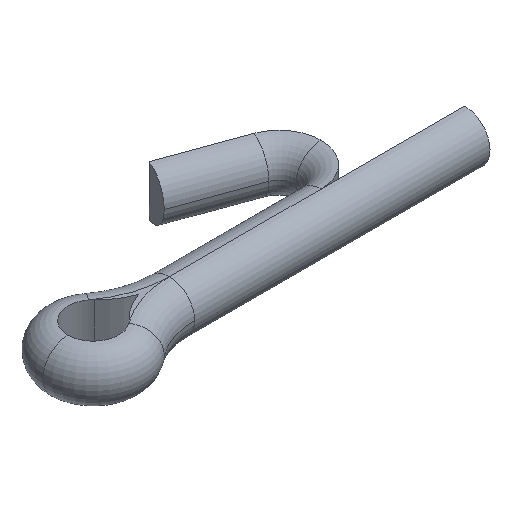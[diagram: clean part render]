
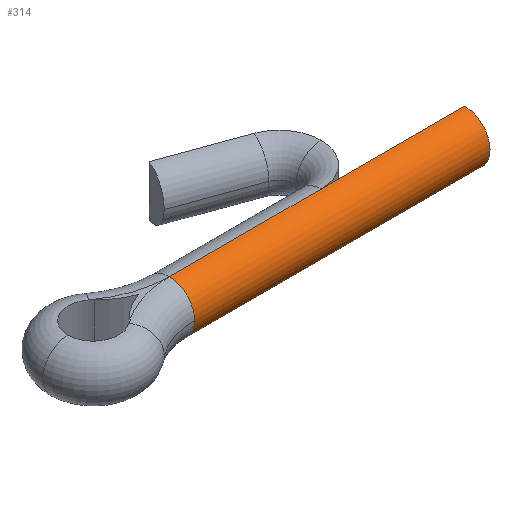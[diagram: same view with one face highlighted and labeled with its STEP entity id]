
A CAD part, isometric view. The second image highlights one B-rep face of the part: STEP entity #314.
In plain terms, the highlighted cylindrical face has radius 1.5 mm (diameter 3 mm), a partial arc.
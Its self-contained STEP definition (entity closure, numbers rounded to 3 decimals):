
#44 = CARTESIAN_POINT ( 'NONE',  ( 22.008, 0., -1.5 ) ) ;
#45 = EDGE_CURVE ( 'NONE', #602, #406, #621, .T. ) ;
#46 = CARTESIAN_POINT ( 'NONE',  ( 22.008, 0., 1.5 ) ) ;
#53 = EDGE_CURVE ( 'NONE', #652, #385, #677, .T. ) ;
#74 = ORIENTED_EDGE ( 'NONE', *, *, #470, .T. ) ;
#98 = CARTESIAN_POINT ( 'NONE',  ( 4.5, 0., 0. ) ) ;
#120 = CARTESIAN_POINT ( 'NONE',  ( 22.008, 0., 0. ) ) ;
#175 = DIRECTION ( 'NONE',  ( 1., 0., 0. ) ) ;
#192 = DIRECTION ( 'NONE',  ( 1., 0., 0. ) ) ;
#214 = DIRECTION ( 'NONE',  ( 0., 0., -1. ) ) ;
#218 = VERTEX_POINT ( 'NONE', #44 ) ;
#244 = DIRECTION ( 'NONE',  ( -1., 0., 0. ) ) ;
#253 = DIRECTION ( 'NONE',  ( -1., 0., 0. ) ) ;
#265 = ORIENTED_EDGE ( 'NONE', *, *, #45, .T. ) ;
#290 = CARTESIAN_POINT ( 'NONE',  ( 13.5, 0., -1.5 ) ) ;
#296 = VECTOR ( 'NONE', #244, 1000. ) ;
#309 = ORIENTED_EDGE ( 'NONE', *, *, #53, .F. ) ;
#310 = CARTESIAN_POINT ( 'NONE',  ( 13.5, 0., -1.5 ) ) ;
#314 = ADVANCED_FACE ( 'NONE', ( #620 ), #683, .T. ) ;
#318 = CIRCLE ( 'NONE', #450, 1.5 ) ;
#326 = ORIENTED_EDGE ( 'NONE', *, *, #573, .T. ) ;
#350 = CIRCLE ( 'NONE', #669, 1.5 ) ;
#354 = VERTEX_POINT ( 'NONE', #46 ) ;
#365 = DIRECTION ( 'NONE',  ( 1., 0., 0. ) ) ;
#366 = ORIENTED_EDGE ( 'NONE', *, *, #604, .T. ) ;
#385 = VERTEX_POINT ( 'NONE', #477 ) ;
#395 = LINE ( 'NONE', #290, #723 ) ;
#401 = DIRECTION ( 'NONE',  ( 1., 0., 0. ) ) ;
#406 = VERTEX_POINT ( 'NONE', #543 ) ;
#414 = DIRECTION ( 'NONE',  ( 0., 0., -1. ) ) ;
#420 = DIRECTION ( 'NONE',  ( 1., 0., 0. ) ) ;
#425 = CARTESIAN_POINT ( 'NONE',  ( 4.5, 0., 1.5 ) ) ;
#450 = AXIS2_PLACEMENT_3D ( 'NONE', #479, #175, #414 ) ;
#466 = DIRECTION ( 'NONE',  ( -1., 0., 0. ) ) ;
#470 = EDGE_CURVE ( 'NONE', #665, #385, #350, .T. ) ;
#472 = CIRCLE ( 'NONE', #529, 1.5 ) ;
#477 = CARTESIAN_POINT ( 'NONE',  ( 4.5, 0., -1.5 ) ) ;
#479 = CARTESIAN_POINT ( 'NONE',  ( 4.5, 0., 0. ) ) ;
#505 = CARTESIAN_POINT ( 'NONE',  ( 4.5, -1.5, 0. ) ) ;
#517 = VECTOR ( 'NONE', #365, 1000. ) ;
#523 = CARTESIAN_POINT ( 'NONE',  ( 4.5, 0., 0. ) ) ;
#529 = AXIS2_PLACEMENT_3D ( 'NONE', #120, #192, #745 ) ;
#534 = AXIS2_PLACEMENT_3D ( 'NONE', #98, #466, #653 ) ;
#543 = CARTESIAN_POINT ( 'NONE',  ( 4.5, 0., 1.5 ) ) ;
#551 = CARTESIAN_POINT ( 'NONE',  ( 13.5, 0., 1.5 ) ) ;
#569 = CARTESIAN_POINT ( 'NONE',  ( 4.5, 0., -1.5 ) ) ;
#573 = EDGE_CURVE ( 'NONE', #652, #218, #395, .T. ) ;
#591 = EDGE_CURVE ( 'NONE', #602, #354, #619, .T. ) ;
#602 = VERTEX_POINT ( 'NONE', #551 ) ;
#604 = EDGE_CURVE ( 'NONE', #406, #665, #318, .T. ) ;
#614 = CARTESIAN_POINT ( 'NONE',  ( 13.5, 0., 1.5 ) ) ;
#619 = LINE ( 'NONE', #614, #517 ) ;
#620 = FACE_OUTER_BOUND ( 'NONE', #789, .T. ) ;
#621 = LINE ( 'NONE', #425, #296 ) ;
#626 = EDGE_CURVE ( 'NONE', #354, #218, #472, .T. ) ;
#649 = ORIENTED_EDGE ( 'NONE', *, *, #591, .F. ) ;
#652 = VERTEX_POINT ( 'NONE', #310 ) ;
#653 = DIRECTION ( 'NONE',  ( 0., 0., 1. ) ) ;
#665 = VERTEX_POINT ( 'NONE', #505 ) ;
#667 = ORIENTED_EDGE ( 'NONE', *, *, #626, .F. ) ;
#669 = AXIS2_PLACEMENT_3D ( 'NONE', #523, #401, #214 ) ;
#677 = LINE ( 'NONE', #569, #694 ) ;
#683 = CYLINDRICAL_SURFACE ( 'NONE', #534, 1.5 ) ;
#694 = VECTOR ( 'NONE', #253, 1000. ) ;
#723 = VECTOR ( 'NONE', #420, 1000. ) ;
#745 = DIRECTION ( 'NONE',  ( 0., 0., -1. ) ) ;
#789 = EDGE_LOOP ( 'NONE', ( #309, #326, #667, #649, #265, #366, #74 ) ) ;
